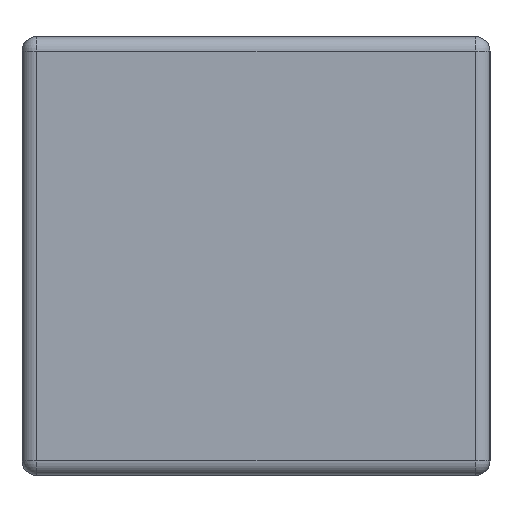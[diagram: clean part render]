
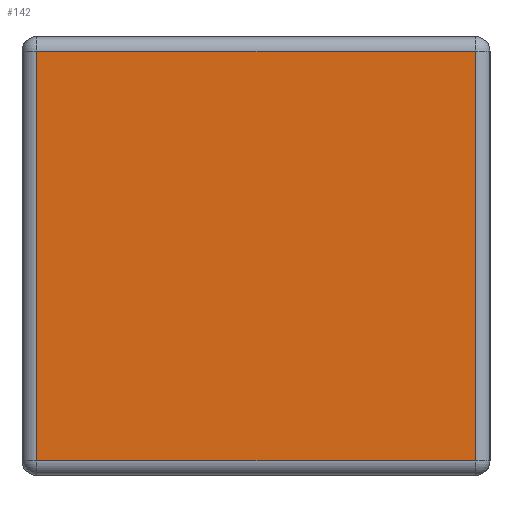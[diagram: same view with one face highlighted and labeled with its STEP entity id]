
A CAD part, left-side view. The second image highlights one B-rep face of the part: STEP entity #142.
In plain terms, the highlighted planar face has unit normal (-1, 0, 0).
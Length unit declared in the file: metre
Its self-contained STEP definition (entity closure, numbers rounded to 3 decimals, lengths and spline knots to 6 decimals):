
#142 = ADVANCED_FACE( '', ( #281 ), #282, .F. );
#281 = FACE_OUTER_BOUND( '', #418, .T. );
#282 = PLANE( '', #419 );
#418 = EDGE_LOOP( '', ( #713, #714, #715, #716 ) );
#419 = AXIS2_PLACEMENT_3D( '', #717, #718, #719 );
#713 = ORIENTED_EDGE( '', *, *, #871, .T. );
#714 = ORIENTED_EDGE( '', *, *, #868, .T. );
#715 = ORIENTED_EDGE( '', *, *, #880, .T. );
#716 = ORIENTED_EDGE( '', *, *, #849, .T. );
#717 = CARTESIAN_POINT( '', ( -0.0016, -0.0008, 0.00075 ) );
#718 = DIRECTION( '', ( 1., 0., 0. ) );
#719 = DIRECTION( '', ( 0., 0., -1. ) );
#849 = EDGE_CURVE( '', #984, #967, #1020, .F. );
#868 = EDGE_CURVE( '', #1030, #898, #1045, .T. );
#871 = EDGE_CURVE( '', #967, #1030, #1048, .T. );
#880 = EDGE_CURVE( '', #898, #984, #1057, .F. );
#898 = VERTEX_POINT( '', #1076 );
#967 = VERTEX_POINT( '', #1169 );
#984 = VERTEX_POINT( '', #1189 );
#1020 = LINE( '', #1234, #1235 );
#1030 = VERTEX_POINT( '', #1248 );
#1045 = LINE( '', #1267, #1268 );
#1048 = LINE( '', #1272, #1273 );
#1057 = LINE( '', #1284, #1285 );
#1076 = CARTESIAN_POINT( '', ( -0.0016, 0.00075, 0.00005 ) );
#1169 = CARTESIAN_POINT( '', ( -0.0016, -0.00075, 0.00145 ) );
#1189 = CARTESIAN_POINT( '', ( -0.0016, -0.00075, 0.00005 ) );
#1234 = CARTESIAN_POINT( '', ( -0.0016, -0.00075, 0.0015 ) );
#1235 = VECTOR( '', #1415, 1. );
#1248 = CARTESIAN_POINT( '', ( -0.0016, 0.00075, 0.00145 ) );
#1267 = CARTESIAN_POINT( '', ( -0.0016, 0.00075, 0.00075 ) );
#1268 = VECTOR( '', #1438, 1. );
#1272 = CARTESIAN_POINT( '', ( -0.0016, -0.0008, 0.00145 ) );
#1273 = VECTOR( '', #1440, 1. );
#1284 = CARTESIAN_POINT( '', ( -0.0016, -0.0008, 0.00005 ) );
#1285 = VECTOR( '', #1446, 1. );
#1415 = DIRECTION( '', ( 0., 0., -1. ) );
#1438 = DIRECTION( '', ( 0., 0., -1. ) );
#1440 = DIRECTION( '', ( 0., 1., 0. ) );
#1446 = DIRECTION( '', ( 0., 1., 0. ) );
